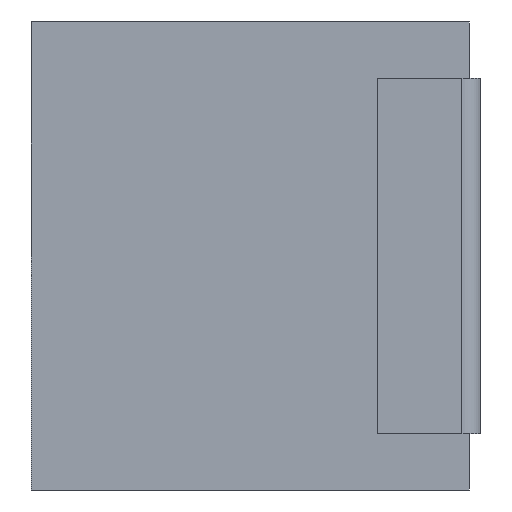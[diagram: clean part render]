
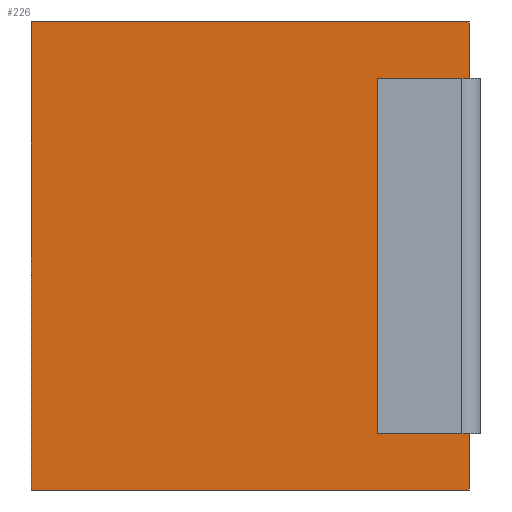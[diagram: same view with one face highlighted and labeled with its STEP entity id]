
A CAD part, left-side view. The second image highlights one B-rep face of the part: STEP entity #226.
In plain terms, the highlighted planar face has unit normal (-1, 0, 0).
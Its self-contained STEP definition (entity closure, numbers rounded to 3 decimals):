
#3 = LINE ( 'NONE', #23, #577 ) ;
#23 = CARTESIAN_POINT ( 'NONE',  ( -1.45, 0.1, 1.25 ) ) ;
#71 = LINE ( 'NONE', #716, #224 ) ;
#73 = VERTEX_POINT ( 'NONE', #147 ) ;
#82 = LINE ( 'NONE', #603, #304 ) ;
#91 = DIRECTION ( 'NONE',  ( 0., 0., 1. ) ) ;
#135 = LINE ( 'NONE', #281, #633 ) ;
#147 = CARTESIAN_POINT ( 'NONE',  ( -1.45, 2.4, 1.25 ) ) ;
#161 = ORIENTED_EDGE ( 'NONE', *, *, #170, .T. ) ;
#169 = CARTESIAN_POINT ( 'NONE',  ( -1.45, 0.06, -1.25 ) ) ;
#170 = EDGE_CURVE ( 'NONE', #850, #334, #82, .T. ) ;
#174 = ORIENTED_EDGE ( 'NONE', *, *, #479, .T. ) ;
#198 = CARTESIAN_POINT ( 'NONE',  ( -1.45, 0.06, 1.25 ) ) ;
#215 = VECTOR ( 'NONE', #944, 1000. ) ;
#216 = ORIENTED_EDGE ( 'NONE', *, *, #323, .T. ) ;
#221 = DIRECTION ( 'NONE',  ( 0., 0., -1. ) ) ;
#224 = VECTOR ( 'NONE', #579, 1000. ) ;
#226 = ADVANCED_FACE ( 'NONE', ( #255 ), #859, .F. ) ;
#255 = FACE_OUTER_BOUND ( 'NONE', #821, .T. ) ;
#265 = VERTEX_POINT ( 'NONE', #169 ) ;
#276 = DIRECTION ( 'NONE',  ( 0., 0., -1. ) ) ;
#281 = CARTESIAN_POINT ( 'NONE',  ( -1.45, 0.06, 1.25 ) ) ;
#289 = ORIENTED_EDGE ( 'NONE', *, *, #490, .F. ) ;
#297 = DIRECTION ( 'NONE',  ( 0., -1., 0. ) ) ;
#304 = VECTOR ( 'NONE', #297, 1000. ) ;
#310 = DIRECTION ( 'NONE',  ( 0., 0., -1. ) ) ;
#311 = CARTESIAN_POINT ( 'NONE',  ( -1.45, 0.1, 0.95 ) ) ;
#323 = EDGE_CURVE ( 'NONE', #950, #265, #983, .T. ) ;
#334 = VERTEX_POINT ( 'NONE', #557 ) ;
#391 = DIRECTION ( 'NONE',  ( 0., -1., 0. ) ) ;
#397 = CARTESIAN_POINT ( 'NONE',  ( -1.45, 2.4, -1.25 ) ) ;
#435 = ORIENTED_EDGE ( 'NONE', *, *, #972, .T. ) ;
#440 = VERTEX_POINT ( 'NONE', #807 ) ;
#479 = EDGE_CURVE ( 'NONE', #73, #950, #842, .T. ) ;
#486 = CARTESIAN_POINT ( 'NONE',  ( -1.45, 0.06, 1.25 ) ) ;
#490 = EDGE_CURVE ( 'NONE', #440, #265, #738, .T. ) ;
#503 = ORIENTED_EDGE ( 'NONE', *, *, #890, .F. ) ;
#539 = CARTESIAN_POINT ( 'NONE',  ( -1.45, 0.1, -0.95 ) ) ;
#543 = AXIS2_PLACEMENT_3D ( 'NONE', #690, #614, #310 ) ;
#553 = ORIENTED_EDGE ( 'NONE', *, *, #993, .F. ) ;
#557 = CARTESIAN_POINT ( 'NONE',  ( -1.45, 0.06, 0.95 ) ) ;
#566 = VERTEX_POINT ( 'NONE', #198 ) ;
#577 = VECTOR ( 'NONE', #91, 1000. ) ;
#579 = DIRECTION ( 'NONE',  ( 0., -1., 0. ) ) ;
#603 = CARTESIAN_POINT ( 'NONE',  ( -1.45, 2.4, 0.95 ) ) ;
#612 = LINE ( 'NONE', #929, #215 ) ;
#614 = DIRECTION ( 'NONE',  ( 1., 0., 0. ) ) ;
#633 = VECTOR ( 'NONE', #221, 1000. ) ;
#659 = EDGE_CURVE ( 'NONE', #566, #334, #135, .T. ) ;
#677 = VECTOR ( 'NONE', #804, 1000. ) ;
#690 = CARTESIAN_POINT ( 'NONE',  ( -1.45, 2.4, 1.25 ) ) ;
#716 = CARTESIAN_POINT ( 'NONE',  ( -1.45, 2.4, 1.25 ) ) ;
#726 = CARTESIAN_POINT ( 'NONE',  ( -1.45, 2.4, 1.25 ) ) ;
#738 = LINE ( 'NONE', #486, #895 ) ;
#782 = ORIENTED_EDGE ( 'NONE', *, *, #659, .F. ) ;
#803 = VECTOR ( 'NONE', #391, 1000. ) ;
#804 = DIRECTION ( 'NONE',  ( 0., 0., -1. ) ) ;
#807 = CARTESIAN_POINT ( 'NONE',  ( -1.45, 0.06, -0.95 ) ) ;
#821 = EDGE_LOOP ( 'NONE', ( #503, #435, #161, #782, #553, #174, #216, #289 ) ) ;
#842 = LINE ( 'NONE', #726, #677 ) ;
#850 = VERTEX_POINT ( 'NONE', #311 ) ;
#859 = PLANE ( 'NONE',  #543 ) ;
#874 = VERTEX_POINT ( 'NONE', #539 ) ;
#890 = EDGE_CURVE ( 'NONE', #874, #440, #612, .T. ) ;
#895 = VECTOR ( 'NONE', #276, 1000. ) ;
#929 = CARTESIAN_POINT ( 'NONE',  ( -1.45, 2.4, -0.95 ) ) ;
#938 = CARTESIAN_POINT ( 'NONE',  ( -1.45, 2.4, -1.25 ) ) ;
#944 = DIRECTION ( 'NONE',  ( 0., -1., 0. ) ) ;
#950 = VERTEX_POINT ( 'NONE', #938 ) ;
#972 = EDGE_CURVE ( 'NONE', #874, #850, #3, .T. ) ;
#983 = LINE ( 'NONE', #397, #803 ) ;
#993 = EDGE_CURVE ( 'NONE', #73, #566, #71, .T. ) ;
